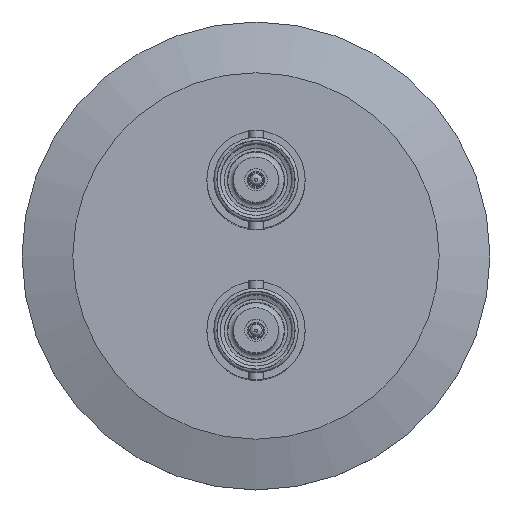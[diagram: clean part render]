
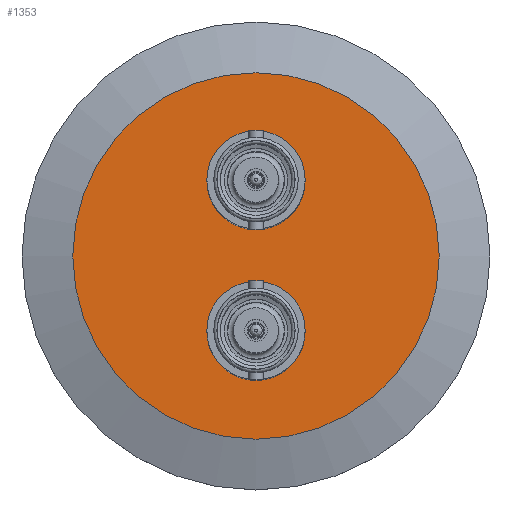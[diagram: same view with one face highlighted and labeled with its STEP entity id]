
A CAD part, top view. The second image highlights one B-rep face of the part: STEP entity #1353.
In plain terms, the highlighted planar face has unit normal (0, 0, 1).
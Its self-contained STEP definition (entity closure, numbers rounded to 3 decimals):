
#30=PLANE('',#1584);
#225=FACE_BOUND('',#542,.T.);
#226=FACE_BOUND('',#543,.T.);
#340=FACE_OUTER_BOUND('',#541,.T.);
#541=EDGE_LOOP('',(#1185));
#542=EDGE_LOOP('',(#1186));
#543=EDGE_LOOP('',(#1187));
#655=CIRCLE('',#1466,7.874);
#689=CIRCLE('',#1526,29.337);
#697=CIRCLE('',#1538,7.874);
#782=VERTEX_POINT('',#3169);
#818=VERTEX_POINT('',#3333);
#826=VERTEX_POINT('',#3353);
#917=EDGE_CURVE('',#782,#782,#655,.T.);
#953=EDGE_CURVE('',#818,#818,#689,.T.);
#961=EDGE_CURVE('',#826,#826,#697,.T.);
#1185=ORIENTED_EDGE('',*,*,#953,.F.);
#1186=ORIENTED_EDGE('',*,*,#961,.T.);
#1187=ORIENTED_EDGE('',*,*,#917,.F.);
#1353=ADVANCED_FACE('',(#340,#225,#226),#30,.T.);
#1466=AXIS2_PLACEMENT_3D('',#3170,#1776,#1777);
#1526=AXIS2_PLACEMENT_3D('',#3334,#1896,#1897);
#1538=AXIS2_PLACEMENT_3D('',#3354,#1920,#1921);
#1584=AXIS2_PLACEMENT_3D('',#3489,#2012,#2013);
#1776=DIRECTION('center_axis',(0.,0.,1.));
#1777=DIRECTION('ref_axis',(1.,0.,0.));
#1896=DIRECTION('center_axis',(0.,0.,-1.));
#1897=DIRECTION('ref_axis',(-1.,0.,0.));
#1920=DIRECTION('center_axis',(0.,0.,-1.));
#1921=DIRECTION('ref_axis',(1.,0.,0.));
#2012=DIRECTION('center_axis',(0.,0.,1.));
#2013=DIRECTION('ref_axis',(1.,0.,0.));
#3169=CARTESIAN_POINT('',(-7.874,-12.065,5.08));
#3170=CARTESIAN_POINT('Origin',(0.,-12.065,5.08));
#3333=CARTESIAN_POINT('',(-29.337,0.,5.08));
#3334=CARTESIAN_POINT('Origin',(0.,0.,5.08));
#3353=CARTESIAN_POINT('',(-7.874,12.065,5.08));
#3354=CARTESIAN_POINT('Origin',(0.,12.065,5.08));
#3489=CARTESIAN_POINT('Origin',(0.,0.,5.08));
